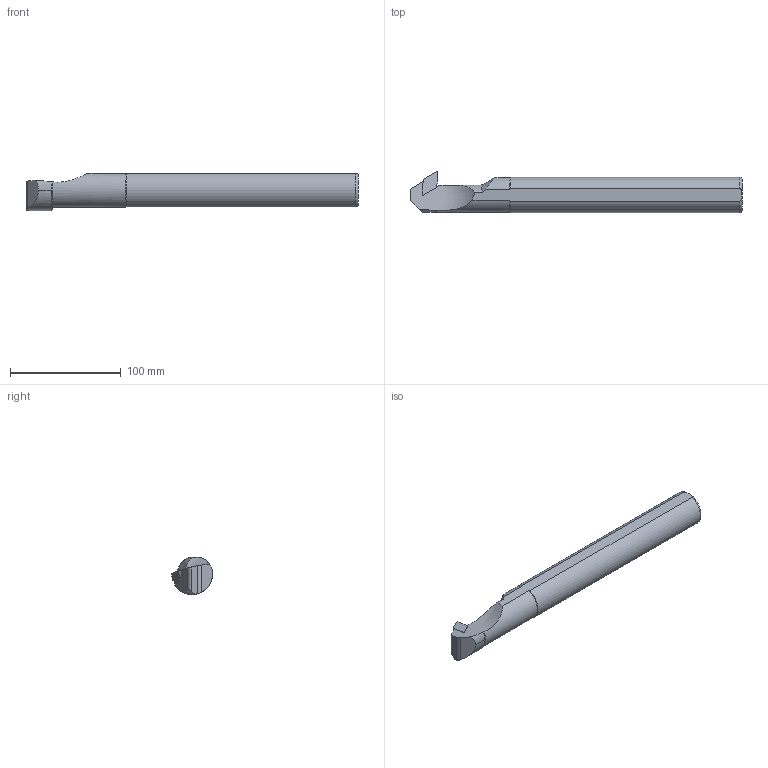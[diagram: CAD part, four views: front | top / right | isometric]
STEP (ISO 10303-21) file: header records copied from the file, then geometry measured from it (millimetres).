
FILE_DESCRIPTION(/* description */ (''),/* implementation_level */ '2;1');
FILE_NAME(/* name */ 'S32T-PDXNL-15.stp',/* time_stamp */ '2023-10-20T19:47:58+03:00',/* author */ (''),/* organization */ (''),/* preprocessor_version */ 'ST-DEVELOPER v19.4',/* originating_system */ 'SIEMENS PLM Software NX2306.3001',/* authorisation */ '');
FILE_SCHEMA (('AUTOMOTIVE_DESIGN { 1 0 10303 214 3 1 1 1 }'));
Length unit declared in the file: millimetre
Products named in the file (1): S32T-PDXNR-15
Bounding box: 300 x 37.34 x 33.5 mm (x, y, z)
Volume: 217274 mm3; surface area: 31250.9 mm2
Topology: 2 solids, 2 shells, 57 faces, 154 edges, 101 vertices
Faces by surface type: plane 25, cylinder 23, cone 5, torus 3, bspline 1
Entity records: 2323 total; most frequent: CARTESIAN_POINT 810, ORIENTED_EDGE 304, DIRECTION 272, EDGE_CURVE 152, AXIS2_PLACEMENT_3D 105, VERTEX_POINT 100, LINE 62, VECTOR 62
